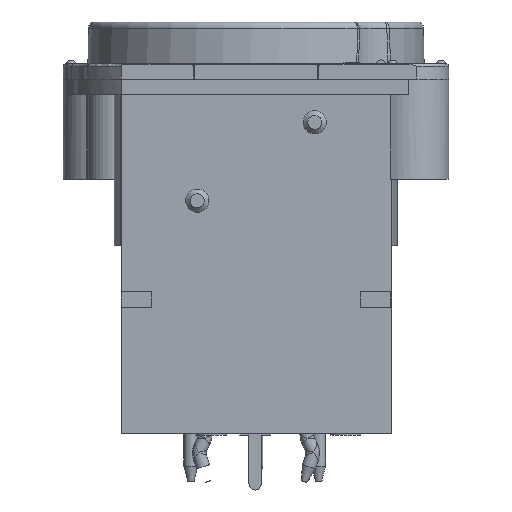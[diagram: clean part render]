
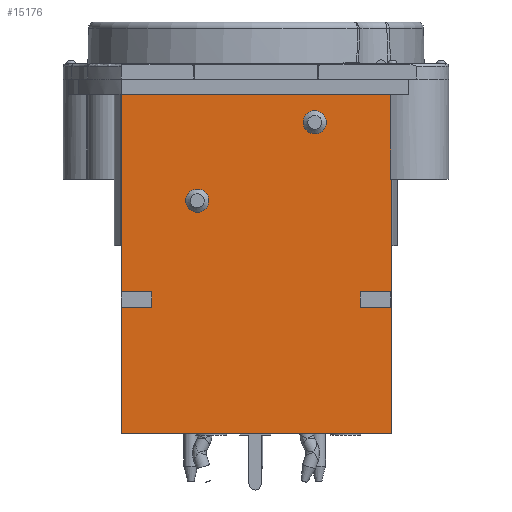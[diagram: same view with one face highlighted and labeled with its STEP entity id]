
A CAD part, front view. The second image highlights one B-rep face of the part: STEP entity #15176.
In plain terms, the highlighted planar face has unit normal (0, -1, 0).
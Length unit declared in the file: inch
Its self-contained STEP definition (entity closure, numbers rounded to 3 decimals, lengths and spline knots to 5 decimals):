
#225=FACE_BOUND('',#4522,.T.);
#226=FACE_BOUND('',#4523,.T.);
#227=FACE_BOUND('',#4524,.T.);
#300=LINE('',#21489,#1913);
#329=LINE('',#21576,#1942);
#333=LINE('',#21584,#1946);
#334=LINE('',#21586,#1947);
#335=LINE('',#21588,#1948);
#336=LINE('',#21590,#1949);
#337=LINE('',#21592,#1950);
#338=LINE('',#21594,#1951);
#339=LINE('',#21596,#1952);
#340=LINE('',#21598,#1953);
#341=LINE('',#21599,#1954);
#342=LINE('',#21601,#1955);
#343=LINE('',#21603,#1956);
#344=LINE('',#21604,#1957);
#1913=VECTOR('',#17338,0.3937);
#1942=VECTOR('',#17407,0.3937);
#1946=VECTOR('',#17413,0.11811);
#1947=VECTOR('',#17414,0.3937);
#1948=VECTOR('',#17415,0.3937);
#1949=VECTOR('',#17416,0.21654);
#1950=VECTOR('',#17417,0.13189);
#1951=VECTOR('',#17418,0.50394);
#1952=VECTOR('',#17419,0.07874);
#1953=VECTOR('',#17420,0.03937);
#1954=VECTOR('',#17421,0.07874);
#1955=VECTOR('',#17422,0.07874);
#1956=VECTOR('',#17423,0.03937);
#1957=VECTOR('',#17424,0.07874);
#3691=FACE_OUTER_BOUND('',#4521,.T.);
#4521=EDGE_LOOP('',(#9526,#9527,#9528,#9529,#9530,#9531,#9532,#9533,#9534,
#9535));
#4522=EDGE_LOOP('',(#9536,#9537,#9538,#9539));
#4523=EDGE_LOOP('',(#9540));
#4524=EDGE_LOOP('',(#9541));
#5378=CIRCLE('',#16045,0.02953);
#5379=CIRCLE('',#16046,0.02953);
#5843=VERTEX_POINT('',#21486);
#5844=VERTEX_POINT('',#21488);
#5881=VERTEX_POINT('',#21574);
#5882=VERTEX_POINT('',#21575);
#5885=VERTEX_POINT('',#21583);
#5886=VERTEX_POINT('',#21585);
#5887=VERTEX_POINT('',#21587);
#5888=VERTEX_POINT('',#21589);
#5889=VERTEX_POINT('',#21591);
#5890=VERTEX_POINT('',#21593);
#5891=VERTEX_POINT('',#21595);
#5892=VERTEX_POINT('',#21597);
#5893=VERTEX_POINT('',#21600);
#5894=VERTEX_POINT('',#21602);
#5895=VERTEX_POINT('',#21605);
#5896=VERTEX_POINT('',#21607);
#7261=EDGE_CURVE('',#5843,#5844,#300,.T.);
#7304=EDGE_CURVE('',#5881,#5882,#329,.T.);
#7308=EDGE_CURVE('',#5885,#5844,#333,.T.);
#7309=EDGE_CURVE('',#5886,#5843,#334,.T.);
#7310=EDGE_CURVE('',#5887,#5886,#335,.T.);
#7311=EDGE_CURVE('',#5887,#5888,#336,.T.);
#7312=EDGE_CURVE('',#5889,#5888,#337,.T.);
#7313=EDGE_CURVE('',#5889,#5890,#338,.T.);
#7314=EDGE_CURVE('',#5890,#5891,#339,.T.);
#7315=EDGE_CURVE('',#5891,#5892,#340,.T.);
#7316=EDGE_CURVE('',#5892,#5885,#341,.T.);
#7317=EDGE_CURVE('',#5881,#5893,#342,.T.);
#7318=EDGE_CURVE('',#5893,#5894,#343,.T.);
#7319=EDGE_CURVE('',#5894,#5882,#344,.T.);
#7320=EDGE_CURVE('',#5895,#5895,#5378,.T.);
#7321=EDGE_CURVE('',#5896,#5896,#5379,.T.);
#9526=ORIENTED_EDGE('',*,*,#7308,.T.);
#9527=ORIENTED_EDGE('',*,*,#7261,.F.);
#9528=ORIENTED_EDGE('',*,*,#7309,.F.);
#9529=ORIENTED_EDGE('',*,*,#7310,.F.);
#9530=ORIENTED_EDGE('',*,*,#7311,.T.);
#9531=ORIENTED_EDGE('',*,*,#7312,.F.);
#9532=ORIENTED_EDGE('',*,*,#7313,.T.);
#9533=ORIENTED_EDGE('',*,*,#7314,.T.);
#9534=ORIENTED_EDGE('',*,*,#7315,.T.);
#9535=ORIENTED_EDGE('',*,*,#7316,.T.);
#9536=ORIENTED_EDGE('',*,*,#7317,.T.);
#9537=ORIENTED_EDGE('',*,*,#7318,.T.);
#9538=ORIENTED_EDGE('',*,*,#7319,.T.);
#9539=ORIENTED_EDGE('',*,*,#7304,.F.);
#9540=ORIENTED_EDGE('',*,*,#7320,.F.);
#9541=ORIENTED_EDGE('',*,*,#7321,.F.);
#13803=PLANE('',#16044);
#15176=ADVANCED_FACE('',(#3691,#225,#226,#227),#13803,.T.);
#16044=AXIS2_PLACEMENT_3D('',#21582,#17411,#17412);
#16045=AXIS2_PLACEMENT_3D('',#21606,#17425,#17426);
#16046=AXIS2_PLACEMENT_3D('',#21608,#17427,#17428);
#17338=DIRECTION('',(-1.,0.,0.));
#17407=DIRECTION('',(0.,0.,1.));
#17411=DIRECTION('center_axis',(0.,-1.,0.));
#17412=DIRECTION('ref_axis',(1.,0.,0.));
#17413=DIRECTION('',(0.,0.,-1.));
#17414=DIRECTION('',(0.,0.,-1.));
#17415=DIRECTION('',(1.,0.,0.));
#17416=DIRECTION('',(0.,0.,1.));
#17417=DIRECTION('',(1.,0.,0.));
#17418=DIRECTION('',(0.,0.,-1.));
#17419=DIRECTION('',(1.,0.,0.));
#17420=DIRECTION('',(0.,0.,-1.));
#17421=DIRECTION('',(-1.,0.,0.));
#17422=DIRECTION('',(-1.,0.,0.));
#17423=DIRECTION('',(0.,0.,1.));
#17424=DIRECTION('',(1.,0.,0.));
#17425=DIRECTION('center_axis',(0.,-1.,0.));
#17426=DIRECTION('ref_axis',(-0.547,0.,0.837));
#17427=DIRECTION('center_axis',(0.,-1.,0.));
#17428=DIRECTION('ref_axis',(-0.846,0.,0.533));
#21486=CARTESIAN_POINT('',(0.22099,-0.49922,-0.94457));
#21488=CARTESIAN_POINT('',(-0.46843,-0.49922,-0.94457));
#21489=CARTESIAN_POINT('',(0.22099,-0.49922,-0.94457));
#21574=CARTESIAN_POINT('',(0.22055,-0.49922,-0.62205));
#21575=CARTESIAN_POINT('',(0.22055,-0.49922,-0.58268));
#21576=CARTESIAN_POINT('',(0.22055,-0.49922,-0.49114));
#21582=CARTESIAN_POINT('Origin',(-0.12394,-0.49922,
-0.40945));
#21583=CARTESIAN_POINT('',(-0.46843,-0.49922,-0.62205));
#21584=CARTESIAN_POINT('',(-0.46843,-0.49922,-0.62205));
#21585=CARTESIAN_POINT('',(0.22099,-0.49922,-0.29528));
#21586=CARTESIAN_POINT('',(0.22099,-0.49922,-0.46457));
#21587=CARTESIAN_POINT('',(0.22055,-0.49922,-0.29528));
#21588=CARTESIAN_POINT('',(-0.10915,-0.49922,-0.29528));
#21589=CARTESIAN_POINT('',(0.22055,-0.49922,-0.07874));
#21590=CARTESIAN_POINT('',(0.22055,-0.49922,-0.29528));
#21591=CARTESIAN_POINT('',(-0.46843,-0.49922,-0.07874));
#21592=CARTESIAN_POINT('',(-0.46843,-0.49922,-0.07874));
#21593=CARTESIAN_POINT('',(-0.46843,-0.49922,-0.58268));
#21594=CARTESIAN_POINT('',(-0.46843,-0.49922,-0.07874));
#21595=CARTESIAN_POINT('',(-0.38969,-0.49922,-0.58268));
#21596=CARTESIAN_POINT('',(-0.46843,-0.49922,-0.58268));
#21597=CARTESIAN_POINT('',(-0.38969,-0.49922,-0.62205));
#21598=CARTESIAN_POINT('',(-0.38969,-0.49922,-0.58268));
#21599=CARTESIAN_POINT('',(-0.38969,-0.49922,-0.62205));
#21600=CARTESIAN_POINT('',(0.14181,-0.49922,-0.62205));
#21601=CARTESIAN_POINT('',(0.22055,-0.49922,-0.62205));
#21602=CARTESIAN_POINT('',(0.14181,-0.49922,-0.58268));
#21603=CARTESIAN_POINT('',(0.14181,-0.49922,-0.62205));
#21604=CARTESIAN_POINT('',(0.14181,-0.49922,-0.58268));
#21605=CARTESIAN_POINT('',(-0.00347,-0.49922,-0.15));
#21606=CARTESIAN_POINT('Origin',(0.02606,-0.49922,
-0.15));
#21607=CARTESIAN_POINT('',(-0.30347,-0.49922,-0.35));
#21608=CARTESIAN_POINT('Origin',(-0.27394,-0.49922,
-0.35));
